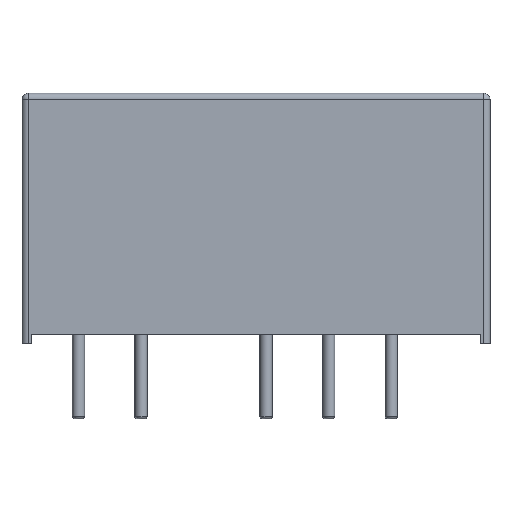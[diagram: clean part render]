
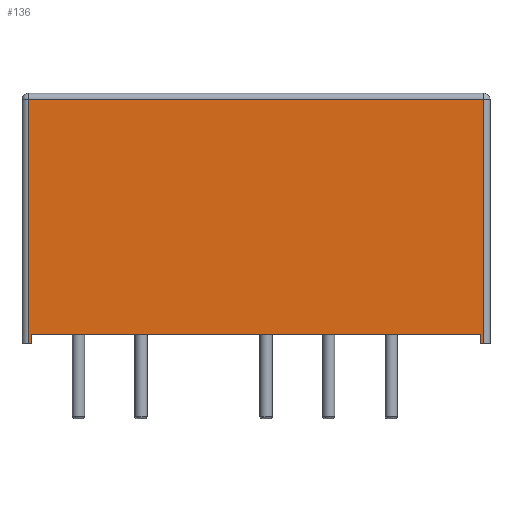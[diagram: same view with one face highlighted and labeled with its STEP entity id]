
A CAD part, left-side view. The second image highlights one B-rep face of the part: STEP entity #136.
In plain terms, the highlighted planar face has unit normal (-1, 0, 0).
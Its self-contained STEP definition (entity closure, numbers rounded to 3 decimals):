
#13=DIRECTION('',(0.,0.,1.));
#49=EDGE_CURVE('',#50,#52,#54,.T.);
#50=VERTEX_POINT('',#51);
#51=CARTESIAN_POINT('',(-5.45,-16.33,0.39));
#52=VERTEX_POINT('',#53);
#53=CARTESIAN_POINT('',(-5.45,1.91,0.39));
#54=LINE('',#51,#55);
#55=VECTOR('',#56,1.);
#56=DIRECTION('',(0.,1.,0.));
#74=DIRECTION('',(-1.,0.,0.));
#136=ADVANCED_FACE('',(#137),#174,.T.);
#137=FACE_BOUND('',#138,.T.);
#138=EDGE_LOOP('',(#139,#147,#153,#156,#157,#162,#166,#171));
#139=ORIENTED_EDGE('',*,*,#140,.F.);
#140=EDGE_CURVE('',#141,#143,#145,.T.);
#141=VERTEX_POINT('',#142);
#142=CARTESIAN_POINT('',(-5.45,2.04,0.01));
#143=VERTEX_POINT('',#144);
#144=CARTESIAN_POINT('',(-5.45,2.04,9.92));
#145=LINE('',#142,#146);
#146=VECTOR('',#13,1.);
#147=ORIENTED_EDGE('',*,*,#148,.F.);
#148=EDGE_CURVE('',#149,#141,#151,.T.);
#149=VERTEX_POINT('',#150);
#150=CARTESIAN_POINT('',(-5.45,1.91,0.01));
#151=LINE('',#152,#55);
#152=CARTESIAN_POINT('',(-5.45,-16.71,0.01));
#153=ORIENTED_EDGE('',*,*,#154,.T.);
#154=EDGE_CURVE('',#149,#52,#155,.T.);
#155=LINE('',#150,#146);
#156=ORIENTED_EDGE('',*,*,#49,.F.);
#157=ORIENTED_EDGE('',*,*,#158,.F.);
#158=EDGE_CURVE('',#159,#50,#161,.T.);
#159=VERTEX_POINT('',#160);
#160=CARTESIAN_POINT('',(-5.45,-16.33,0.01));
#161=LINE('',#160,#146);
#162=ORIENTED_EDGE('',*,*,#163,.F.);
#163=EDGE_CURVE('',#164,#159,#151,.T.);
#164=VERTEX_POINT('',#165);
#165=CARTESIAN_POINT('',(-5.45,-16.46,0.01));
#166=ORIENTED_EDGE('',*,*,#167,.T.);
#167=EDGE_CURVE('',#164,#168,#170,.T.);
#168=VERTEX_POINT('',#169);
#169=CARTESIAN_POINT('',(-5.45,-16.46,9.92));
#170=LINE('',#165,#146);
#171=ORIENTED_EDGE('',*,*,#172,.T.);
#172=EDGE_CURVE('',#168,#143,#173,.T.);
#173=LINE('',#169,#55);
#174=PLANE('',#175);
#175=AXIS2_PLACEMENT_3D('',#152,#74,#56);
